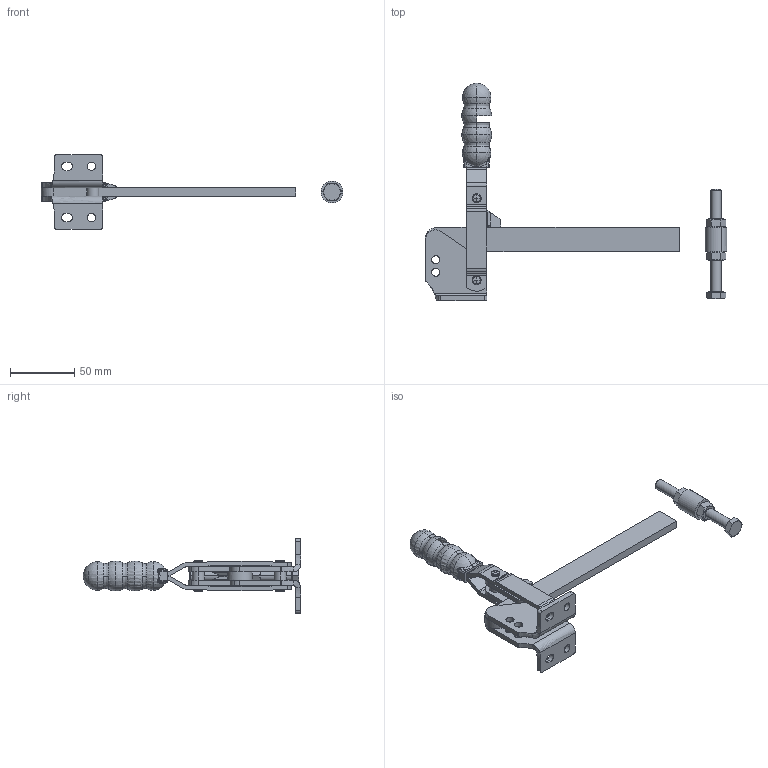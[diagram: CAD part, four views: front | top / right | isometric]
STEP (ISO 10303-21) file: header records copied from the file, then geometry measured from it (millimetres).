
FILE_DESCRIPTION(('CATIA V5 STEP Exchange'),'2;1');
FILE_NAME('VERTIKALSPANNER_TS_V_290_WB_L150_357862_TUENKERS.stp','2019-02-06T07:05:57+00:00',('none'),('none'),'CATIA Version 5 Release 19 SP 9 (IN-10)','CATIA V5 STEP AP214','none');
FILE_SCHEMA(('AUTOMOTIVE_DESIGN { 1 0 10303 214 1 1 1 1 }'));
Length unit declared in the file: millimetre
Products named in the file (1): VERTIKALSPANNER_TS_V_290_WB_L150_357862
Bounding box: 235.2 x 169.49 x 57.93 mm (x, y, z)
Volume: 87315.1 mm3; surface area: 43762.8 mm2
Topology: 2 solids, 4 shells, 375 faces, 1056 edges, 650 vertices
Faces by surface type: plane 113, bspline 112, cylinder 92, sphere 24, cone 18, torus 16
Entity records: 14430 total; most frequent: CARTESIAN_POINT 6283, ORIENTED_EDGE 2016, DIRECTION 1114, EDGE_CURVE 1008, VERTEX_POINT 650, AXIS2_PLACEMENT_3D 512, EDGE_LOOP 414, ADVANCED_FACE 375
